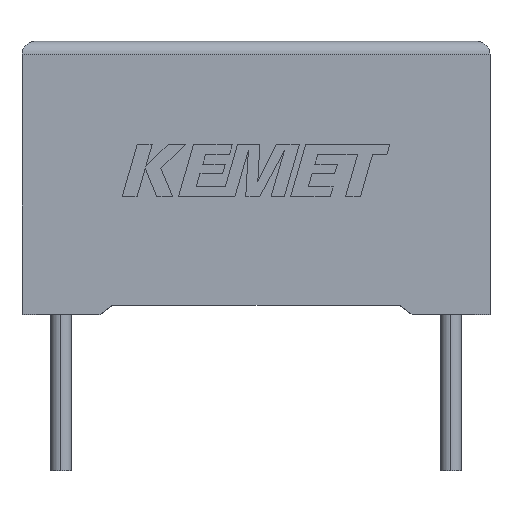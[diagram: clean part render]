
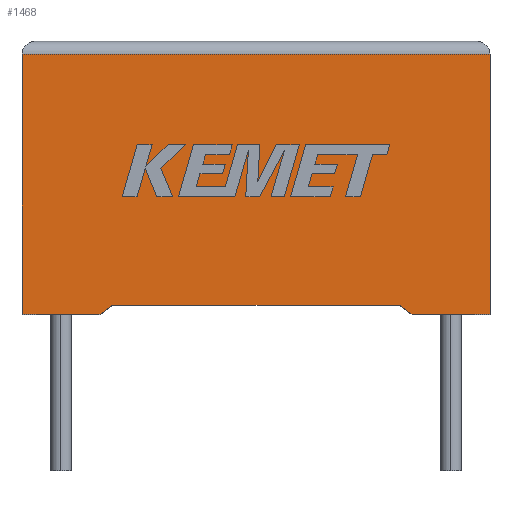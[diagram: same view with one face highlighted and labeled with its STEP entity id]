
A CAD part, top view. The second image highlights one B-rep face of the part: STEP entity #1468.
In plain terms, the highlighted planar face has unit normal (0, 0, 1).
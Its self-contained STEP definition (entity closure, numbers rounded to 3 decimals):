
#40 = DIRECTION ( 'NONE',  ( -1., 0., 0. ) ) ;
#67 = CARTESIAN_POINT ( 'NONE',  ( 15., 0., 5.5 ) ) ;
#88 = DIRECTION ( 'NONE',  ( -0.81, -0.587, 0. ) ) ;
#121 = VERTEX_POINT ( 'NONE', #399 ) ;
#208 = ORIENTED_EDGE ( 'NONE', *, *, #709, .T. ) ;
#288 = VERTEX_POINT ( 'NONE', #737 ) ;
#309 = CARTESIAN_POINT ( 'NONE',  ( 0., 0., 5.5 ) ) ;
#321 = LINE ( 'NONE', #1786, #2800 ) ;
#399 = CARTESIAN_POINT ( 'NONE',  ( 0., 0., 5.5 ) ) ;
#445 = DIRECTION ( 'NONE',  ( -1., 0., 0. ) ) ;
#467 = ORIENTED_EDGE ( 'NONE', *, *, #2810, .T. ) ;
#471 = LINE ( 'NONE', #1687, #1385 ) ;
#602 = CARTESIAN_POINT ( 'NONE',  ( 14.5, 0.362, 5.5 ) ) ;
#613 = VERTEX_POINT ( 'NONE', #2820 ) ;
#707 = LINE ( 'NONE', #2584, #1077 ) ;
#709 = EDGE_CURVE ( 'NONE', #613, #2410, #1544, .T. ) ;
#737 = CARTESIAN_POINT ( 'NONE',  ( 0., 10., 5.5 ) ) ;
#754 = LINE ( 'NONE', #309, #2496 ) ;
#824 = AXIS2_PLACEMENT_3D ( 'NONE', #1848, #1831, #445 ) ;
#957 = ORIENTED_EDGE ( 'NONE', *, *, #2259, .T. ) ;
#1077 = VECTOR ( 'NONE', #40, 1000. ) ;
#1176 = DIRECTION ( 'NONE',  ( 1., 0., 0. ) ) ;
#1203 = DIRECTION ( 'NONE',  ( 0., -1., 0. ) ) ;
#1225 = CARTESIAN_POINT ( 'NONE',  ( 3.5, 0.362, 5.5 ) ) ;
#1239 = CARTESIAN_POINT ( 'NONE',  ( 18., 10., 5.5 ) ) ;
#1275 = CARTESIAN_POINT ( 'NONE',  ( 18., 0., 5.5 ) ) ;
#1277 = EDGE_CURVE ( 'NONE', #2546, #2688, #2648, .T. ) ;
#1285 = EDGE_CURVE ( 'NONE', #2926, #613, #754, .T. ) ;
#1385 = VECTOR ( 'NONE', #1427, 1000. ) ;
#1424 = EDGE_CURVE ( 'NONE', #2688, #1993, #321, .T. ) ;
#1427 = DIRECTION ( 'NONE',  ( 0.81, -0.587, 0. ) ) ;
#1457 = LINE ( 'NONE', #2615, #1478 ) ;
#1468 = ADVANCED_FACE ( 'NONE', ( #2277 ), #2559, .F. ) ;
#1478 = VECTOR ( 'NONE', #1203, 1000. ) ;
#1528 = VECTOR ( 'NONE', #1176, 1000. ) ;
#1544 = LINE ( 'NONE', #1275, #2586 ) ;
#1602 = ORIENTED_EDGE ( 'NONE', *, *, #1285, .T. ) ;
#1687 = CARTESIAN_POINT ( 'NONE',  ( 15., 0., 5.5 ) ) ;
#1717 = VECTOR ( 'NONE', #2184, 1000. ) ;
#1786 = CARTESIAN_POINT ( 'NONE',  ( 3., 0., 5.5 ) ) ;
#1831 = DIRECTION ( 'NONE',  ( 0., 0., -1. ) ) ;
#1848 = CARTESIAN_POINT ( 'NONE',  ( 0., 0., 5.5 ) ) ;
#1867 = LINE ( 'NONE', #1898, #1528 ) ;
#1898 = CARTESIAN_POINT ( 'NONE',  ( 0., 0., 5.5 ) ) ;
#1993 = VERTEX_POINT ( 'NONE', #2620 ) ;
#2089 = ORIENTED_EDGE ( 'NONE', *, *, #2407, .T. ) ;
#2184 = DIRECTION ( 'NONE',  ( -1., 0., 0. ) ) ;
#2256 = DIRECTION ( 'NONE',  ( 0., 1., 0. ) ) ;
#2259 = EDGE_CURVE ( 'NONE', #121, #1993, #1867, .T. ) ;
#2277 = FACE_OUTER_BOUND ( 'NONE', #2552, .T. ) ;
#2401 = DIRECTION ( 'NONE',  ( 1., 0., 0. ) ) ;
#2407 = EDGE_CURVE ( 'NONE', #288, #121, #1457, .T. ) ;
#2410 = VERTEX_POINT ( 'NONE', #1239 ) ;
#2496 = VECTOR ( 'NONE', #2401, 1000. ) ;
#2530 = ORIENTED_EDGE ( 'NONE', *, *, #1424, .F. ) ;
#2546 = VERTEX_POINT ( 'NONE', #602 ) ;
#2552 = EDGE_LOOP ( 'NONE', ( #208, #2722, #2089, #957, #2530, #2636, #467, #1602 ) ) ;
#2559 = PLANE ( 'NONE',  #824 ) ;
#2584 = CARTESIAN_POINT ( 'NONE',  ( 0., 10., 5.5 ) ) ;
#2586 = VECTOR ( 'NONE', #2256, 1000. ) ;
#2615 = CARTESIAN_POINT ( 'NONE',  ( 0., 0., 5.5 ) ) ;
#2620 = CARTESIAN_POINT ( 'NONE',  ( 3., 0., 5.5 ) ) ;
#2629 = CARTESIAN_POINT ( 'NONE',  ( 9., 0.362, 5.5 ) ) ;
#2636 = ORIENTED_EDGE ( 'NONE', *, *, #1277, .F. ) ;
#2648 = LINE ( 'NONE', #2629, #1717 ) ;
#2688 = VERTEX_POINT ( 'NONE', #1225 ) ;
#2722 = ORIENTED_EDGE ( 'NONE', *, *, #2805, .T. ) ;
#2800 = VECTOR ( 'NONE', #88, 1000. ) ;
#2805 = EDGE_CURVE ( 'NONE', #2410, #288, #707, .T. ) ;
#2810 = EDGE_CURVE ( 'NONE', #2546, #2926, #471, .T. ) ;
#2820 = CARTESIAN_POINT ( 'NONE',  ( 18., 0., 5.5 ) ) ;
#2926 = VERTEX_POINT ( 'NONE', #67 ) ;
